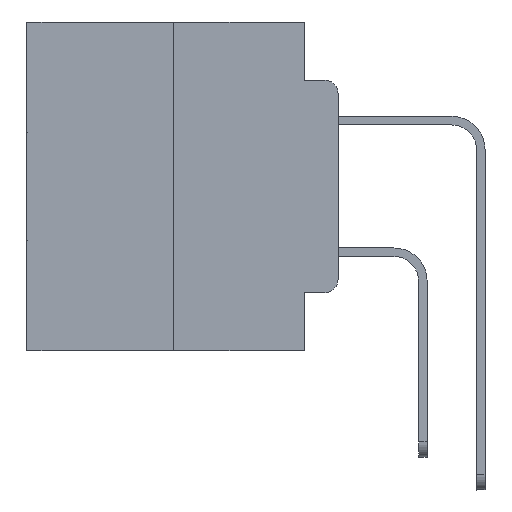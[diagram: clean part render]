
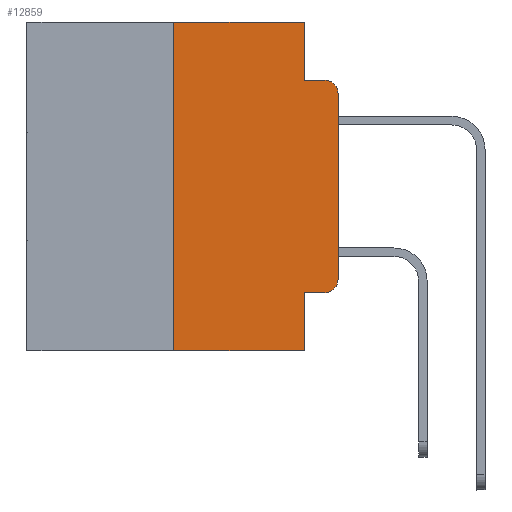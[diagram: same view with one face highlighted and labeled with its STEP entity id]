
A CAD part, left-side view. The second image highlights one B-rep face of the part: STEP entity #12859.
In plain terms, the highlighted planar face has unit normal (-1, 0, 0).
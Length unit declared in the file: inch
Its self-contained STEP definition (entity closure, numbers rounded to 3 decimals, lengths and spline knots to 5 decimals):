
#145 = VERTEX_POINT ( 'NONE', #25733 ) ;
#946 = CARTESIAN_POINT ( 'NONE',  ( 0., 0.051, 0. ) ) ;
#1132 = VECTOR ( 'NONE', #22853, 39.37008 ) ;
#1462 = CARTESIAN_POINT ( 'NONE',  ( 0., 0.473, 0. ) ) ;
#2105 = AXIS2_PLACEMENT_3D ( 'NONE', #6198, #22645, #8549 ) ;
#2186 = DIRECTION ( 'NONE',  ( 0., -1., 0. ) ) ;
#2322 = VERTEX_POINT ( 'NONE', #946 ) ;
#2454 = ORIENTED_EDGE ( 'NONE', *, *, #6474, .T. ) ;
#2537 = DIRECTION ( 'NONE',  ( -1., 0., 0. ) ) ;
#2577 = ORIENTED_EDGE ( 'NONE', *, *, #4872, .F. ) ;
#2800 = DIRECTION ( 'NONE',  ( 0., 0., -1. ) ) ;
#3053 = EDGE_LOOP ( 'NONE', ( #4373, #2454, #2577, #13921, #17137, #9958, #10885, #22959, #24397, #14403 ) ) ;
#3298 = DIRECTION ( 'NONE',  ( 0., 0., 1. ) ) ;
#3905 = DIRECTION ( 'NONE',  ( 0., -1., 0. ) ) ;
#4373 = ORIENTED_EDGE ( 'NONE', *, *, #8048, .T. ) ;
#4840 = VECTOR ( 'NONE', #12049, 39.37008 ) ;
#4872 = EDGE_CURVE ( 'NONE', #25229, #7231, #6263, .T. ) ;
#5295 = LINE ( 'NONE', #17451, #30064 ) ;
#5365 = CARTESIAN_POINT ( 'NONE',  ( 0., 0.051, -0.4115 ) ) ;
#6198 = CARTESIAN_POINT ( 'NONE',  ( 0., 0.02, -0.3915 ) ) ;
#6263 = LINE ( 'NONE', #27046, #30280 ) ;
#6417 = CARTESIAN_POINT ( 'NONE',  ( 0., 0.051, 0. ) ) ;
#6474 = EDGE_CURVE ( 'NONE', #12222, #7231, #18312, .T. ) ;
#6655 = DIRECTION ( 'NONE',  ( 0., -1., 0. ) ) ;
#7231 = VERTEX_POINT ( 'NONE', #28402 ) ;
#7672 = CIRCLE ( 'NONE', #2105, 0.02 ) ;
#8048 = EDGE_CURVE ( 'NONE', #30339, #12222, #5295, .T. ) ;
#8549 = DIRECTION ( 'NONE',  ( 0., 0., -1. ) ) ;
#8710 = PLANE ( 'NONE',  #10293 ) ;
#9291 = VERTEX_POINT ( 'NONE', #20059 ) ;
#9398 = VERTEX_POINT ( 'NONE', #5365 ) ;
#9958 = ORIENTED_EDGE ( 'NONE', *, *, #19673, .F. ) ;
#10091 = CARTESIAN_POINT ( 'NONE',  ( 0., 0.051, -0.5 ) ) ;
#10293 = AXIS2_PLACEMENT_3D ( 'NONE', #25107, #11092, #27365 ) ;
#10534 = CARTESIAN_POINT ( 'NONE',  ( 0., 0.051, -0.0885 ) ) ;
#10885 = ORIENTED_EDGE ( 'NONE', *, *, #24799, .T. ) ;
#11092 = DIRECTION ( 'NONE',  ( 1., 0., 0. ) ) ;
#11399 = EDGE_CURVE ( 'NONE', #9291, #30339, #7672, .T. ) ;
#11732 = LINE ( 'NONE', #1462, #25601 ) ;
#11878 = LINE ( 'NONE', #23712, #4840 ) ;
#12049 = DIRECTION ( 'NONE',  ( 0., 0., 1. ) ) ;
#12222 = VERTEX_POINT ( 'NONE', #23202 ) ;
#12408 = EDGE_CURVE ( 'NONE', #9398, #9291, #29450, .T. ) ;
#12421 = LINE ( 'NONE', #19313, #17906 ) ;
#12859 = ADVANCED_FACE ( 'NONE', ( #23779 ), #8710, .F. ) ;
#13841 = VERTEX_POINT ( 'NONE', #10091 ) ;
#13921 = ORIENTED_EDGE ( 'NONE', *, *, #27377, .F. ) ;
#14403 = ORIENTED_EDGE ( 'NONE', *, *, #11399, .T. ) ;
#15634 = EDGE_CURVE ( 'NONE', #22133, #2322, #11732, .T. ) ;
#16378 = CARTESIAN_POINT ( 'NONE',  ( 0., 0.051, -0.4115 ) ) ;
#16528 = EDGE_CURVE ( 'NONE', #9398, #13841, #12421, .T. ) ;
#16709 = CARTESIAN_POINT ( 'NONE',  ( 0., 0.02, -0.1085 ) ) ;
#17137 = ORIENTED_EDGE ( 'NONE', *, *, #15634, .F. ) ;
#17451 = CARTESIAN_POINT ( 'NONE',  ( 0., 0., 0. ) ) ;
#17906 = VECTOR ( 'NONE', #2800, 39.37008 ) ;
#18038 = AXIS2_PLACEMENT_3D ( 'NONE', #16709, #2537, #19069 ) ;
#18312 = CIRCLE ( 'NONE', #18038, 0.02 ) ;
#19069 = DIRECTION ( 'NONE',  ( 0., 0., -1. ) ) ;
#19313 = CARTESIAN_POINT ( 'NONE',  ( 0., 0.051, 0. ) ) ;
#19673 = EDGE_CURVE ( 'NONE', #145, #22133, #11878, .T. ) ;
#20059 = CARTESIAN_POINT ( 'NONE',  ( 0., 0.02, -0.4115 ) ) ;
#20768 = CARTESIAN_POINT ( 'NONE',  ( 0., 0.473, -0.5 ) ) ;
#22133 = VERTEX_POINT ( 'NONE', #26436 ) ;
#22645 = DIRECTION ( 'NONE',  ( -1., 0., 0. ) ) ;
#22853 = DIRECTION ( 'NONE',  ( 0., 0., -1. ) ) ;
#22959 = ORIENTED_EDGE ( 'NONE', *, *, #16528, .F. ) ;
#23202 = CARTESIAN_POINT ( 'NONE',  ( 0., 0., -0.1085 ) ) ;
#23712 = CARTESIAN_POINT ( 'NONE',  ( 0., 0.25, 0. ) ) ;
#23779 = FACE_OUTER_BOUND ( 'NONE', #3053, .T. ) ;
#24129 = VECTOR ( 'NONE', #2186, 39.37008 ) ;
#24397 = ORIENTED_EDGE ( 'NONE', *, *, #12408, .T. ) ;
#24799 = EDGE_CURVE ( 'NONE', #145, #13841, #30284, .T. ) ;
#24969 = VECTOR ( 'NONE', #6655, 39.37008 ) ;
#25107 = CARTESIAN_POINT ( 'NONE',  ( 0., 0.473, 0. ) ) ;
#25229 = VERTEX_POINT ( 'NONE', #10534 ) ;
#25601 = VECTOR ( 'NONE', #3905, 39.37008 ) ;
#25733 = CARTESIAN_POINT ( 'NONE',  ( 0., 0.25, -0.5 ) ) ;
#25859 = CARTESIAN_POINT ( 'NONE',  ( 0., 0., -0.3915 ) ) ;
#26174 = LINE ( 'NONE', #6417, #1132 ) ;
#26436 = CARTESIAN_POINT ( 'NONE',  ( 0., 0.25, 0. ) ) ;
#26947 = DIRECTION ( 'NONE',  ( 0., -1., 0. ) ) ;
#27046 = CARTESIAN_POINT ( 'NONE',  ( 0., 0.051, -0.0885 ) ) ;
#27365 = DIRECTION ( 'NONE',  ( 0., 0., -1. ) ) ;
#27377 = EDGE_CURVE ( 'NONE', #2322, #25229, #26174, .T. ) ;
#28402 = CARTESIAN_POINT ( 'NONE',  ( 0., 0.02, -0.0885 ) ) ;
#29450 = LINE ( 'NONE', #16378, #24129 ) ;
#30064 = VECTOR ( 'NONE', #3298, 39.37008 ) ;
#30280 = VECTOR ( 'NONE', #26947, 39.37008 ) ;
#30284 = LINE ( 'NONE', #20768, #24969 ) ;
#30339 = VERTEX_POINT ( 'NONE', #25859 ) ;
